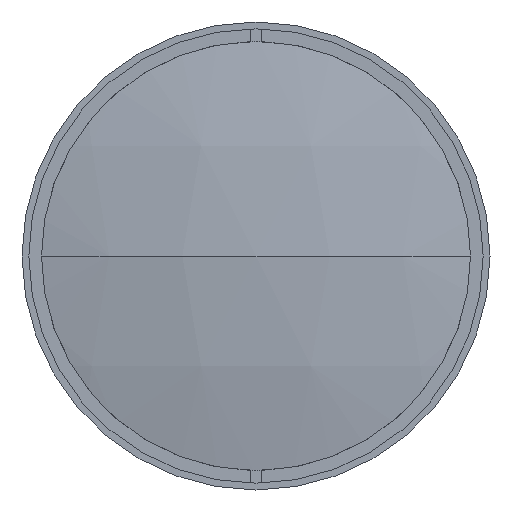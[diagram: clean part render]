
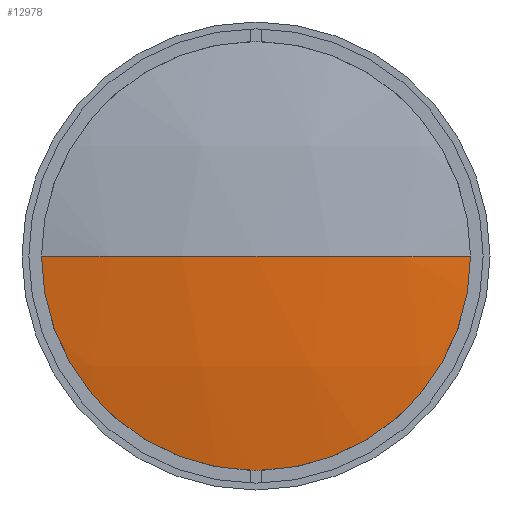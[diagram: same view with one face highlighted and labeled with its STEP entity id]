
A CAD part, left-side view. The second image highlights one B-rep face of the part: STEP entity #12978.
In plain terms, the highlighted spherical face has radius 140.156 mm.
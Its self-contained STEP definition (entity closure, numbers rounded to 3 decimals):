
#574 = ORIENTED_EDGE ( 'NONE', *, *, #22604, .T. ) ;
#1700 = AXIS2_PLACEMENT_3D ( 'NONE', #16650, #20813, #40311 ) ;
#1808 = DIRECTION ( 'NONE',  ( -1., 0., 0. ) ) ;
#2410 = AXIS2_PLACEMENT_3D ( 'NONE', #24217, #48905, #20828 ) ;
#7401 = FACE_OUTER_BOUND ( 'NONE', #28712, .T. ) ;
#10108 = DIRECTION ( 'NONE',  ( 0., 0., -1. ) ) ;
#10571 = CARTESIAN_POINT ( 'NONE',  ( 2.855, 28.146, 0. ) ) ;
#12207 = ORIENTED_EDGE ( 'NONE', *, *, #29341, .T. ) ;
#12490 = CIRCLE ( 'NONE', #14153, 140.156 ) ;
#12978 = ADVANCED_FACE ( 'NONE', ( #7401 ), #15980, .T. ) ;
#14153 = AXIS2_PLACEMENT_3D ( 'NONE', #49911, #10108, #41854 ) ;
#14189 = CIRCLE ( 'NONE', #1700, 140.156 ) ;
#14546 = CIRCLE ( 'NONE', #43626, 28.146 ) ;
#15980 = SPHERICAL_SURFACE ( 'NONE', #16146, 140.156 ) ;
#16146 = AXIS2_PLACEMENT_3D ( 'NONE', #47716, #35246, #16244 ) ;
#16244 = DIRECTION ( 'NONE',  ( 0., 1., 0. ) ) ;
#16650 = CARTESIAN_POINT ( 'NONE',  ( 140.156, 0., 0. ) ) ;
#18524 = ORIENTED_EDGE ( 'NONE', *, *, #34051, .F. ) ;
#19513 = CARTESIAN_POINT ( 'NONE',  ( 2.855, -28.146, 0. ) ) ;
#20813 = DIRECTION ( 'NONE',  ( 0., 0., 1. ) ) ;
#20828 = DIRECTION ( 'NONE',  ( 0., 0., 1. ) ) ;
#20911 = ORIENTED_EDGE ( 'NONE', *, *, #47377, .T. ) ;
#22604 = EDGE_CURVE ( 'NONE', #40369, #44044, #14546, .T. ) ;
#24217 = CARTESIAN_POINT ( 'NONE',  ( 2.855, 0., 0. ) ) ;
#27363 = CIRCLE ( 'NONE', #2410, 28.146 ) ;
#28712 = EDGE_LOOP ( 'NONE', ( #574, #20911, #12207, #18524 ) ) ;
#29341 = EDGE_CURVE ( 'NONE', #43033, #48424, #12490, .T. ) ;
#34051 = EDGE_CURVE ( 'NONE', #40369, #48424, #14189, .T. ) ;
#34589 = DIRECTION ( 'NONE',  ( 0., 0., 1. ) ) ;
#35246 = DIRECTION ( 'NONE',  ( 0., 0., -1. ) ) ;
#35414 = CARTESIAN_POINT ( 'NONE',  ( 0., 0., 0. ) ) ;
#40311 = DIRECTION ( 'NONE',  ( 1., 0., 0. ) ) ;
#40369 = VERTEX_POINT ( 'NONE', #10571 ) ;
#41854 = DIRECTION ( 'NONE',  ( 0., 1., 0. ) ) ;
#43033 = VERTEX_POINT ( 'NONE', #19513 ) ;
#43626 = AXIS2_PLACEMENT_3D ( 'NONE', #44586, #1808, #34589 ) ;
#44044 = VERTEX_POINT ( 'NONE', #46914 ) ;
#44586 = CARTESIAN_POINT ( 'NONE',  ( 2.855, 0., 0. ) ) ;
#46914 = CARTESIAN_POINT ( 'NONE',  ( 2.855, 0., -28.146 ) ) ;
#47377 = EDGE_CURVE ( 'NONE', #44044, #43033, #27363, .T. ) ;
#47716 = CARTESIAN_POINT ( 'NONE',  ( 140.156, 0., 0. ) ) ;
#48424 = VERTEX_POINT ( 'NONE', #35414 ) ;
#48905 = DIRECTION ( 'NONE',  ( -1., 0., 0. ) ) ;
#49911 = CARTESIAN_POINT ( 'NONE',  ( 140.156, 0., 0. ) ) ;
